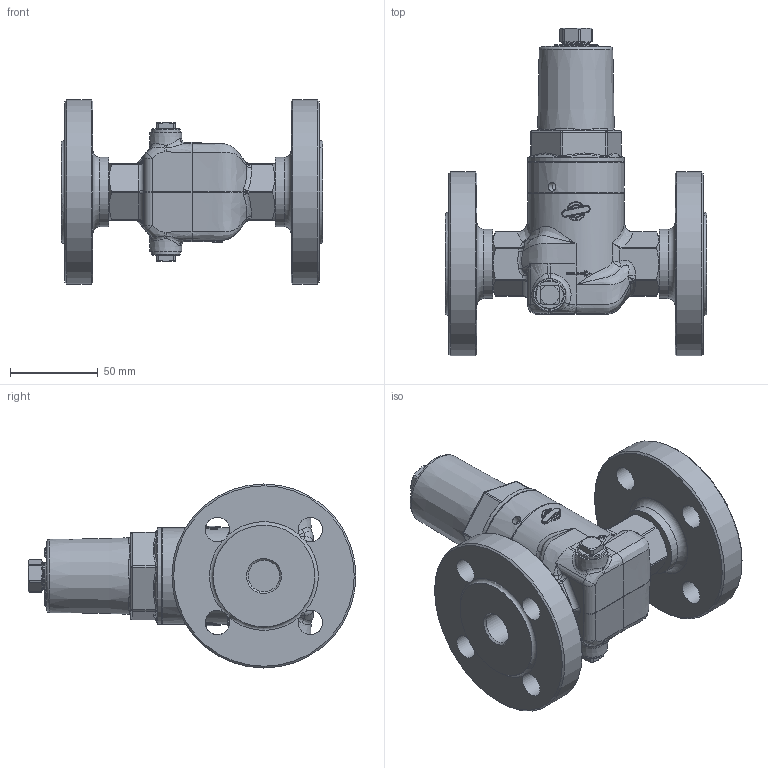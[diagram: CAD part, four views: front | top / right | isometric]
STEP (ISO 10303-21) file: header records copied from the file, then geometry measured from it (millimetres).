
FILE_DESCRIPTION(/* description */ (''),/* implementation_level */ '2;1');
FILE_NAME(/* name */ '082503.stp',/* time_stamp */ '2014-09-11T16:36:28+02:00',/* author */ ('powierski'),/* organization */ (''),/* preprocessor_version */ 'ST-DEVELOPER v15.2',/* originating_system */ 'Autodesk Inventor 2014',/* authorisation */ '');
FILE_SCHEMA (('AUTOMOTIVE_DESIGN { 1 0 10303 214 3 1 1 }'));
Products named in the file (1): 082503_Shrinkwrap_1
Bounding box: 149 x 187.08 x 105 mm (x, y, z)
Volume: 641165.2 mm3; surface area: 90898.7 mm2
Topology: 1 solids, 4 shells, 857 faces, 2211 edges, 1364 vertices
Faces by surface type: bspline 415, plane 181, cylinder 144, cone 46, sphere 38, torus 33
Full cylindrical faces by diameter (mm): 5.1 x3, 10 x1, 10.2 x1, 14 x8, 15 x1, 16.5 x2, 18 x2, 39.5 x2, 48 x1, 50 x2, 55 x3, 105 x2
Entity records: 41492 total; most frequent: CARTESIAN_POINT 23461, ORIENTED_EDGE 4214, DIRECTION 2413, EDGE_CURVE 2105, VERTEX_POINT 1338, B_SPLINE_CURVE_WITH_KNOTS 1108, AXIS2_PLACEMENT_3D 1025, EDGE_LOOP 961
